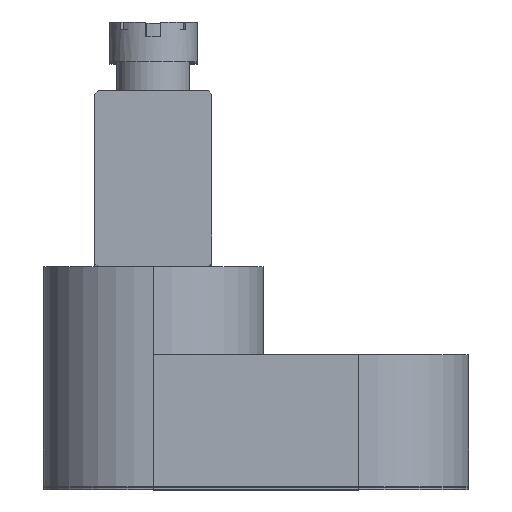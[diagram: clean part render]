
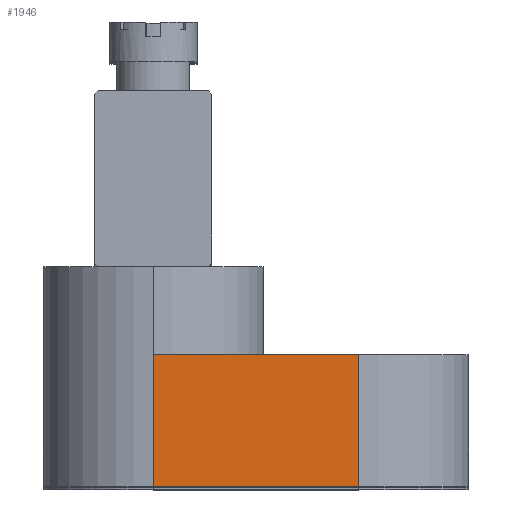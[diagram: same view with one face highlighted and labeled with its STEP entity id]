
A CAD part, top view. The second image highlights one B-rep face of the part: STEP entity #1946.
In plain terms, the highlighted planar face has unit normal (0, 0, 1).
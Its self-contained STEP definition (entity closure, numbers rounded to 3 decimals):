
#212 = VECTOR ( 'NONE', #860, 1000. ) ;
#704 = DIRECTION ( 'NONE',  ( 0., 1., 0. ) ) ;
#824 = ORIENTED_EDGE ( 'NONE', *, *, #1694, .T. ) ;
#860 = DIRECTION ( 'NONE',  ( 1., 0., 0. ) ) ;
#869 = CARTESIAN_POINT ( 'NONE',  ( -14.5, 0., 7.5 ) ) ;
#1014 = VERTEX_POINT ( 'NONE', #7729 ) ;
#1034 = EDGE_CURVE ( 'NONE', #1014, #1967, #1857, .T. ) ;
#1366 = CARTESIAN_POINT ( 'NONE',  ( -7., -10.607, 7.5 ) ) ;
#1372 = CARTESIAN_POINT ( 'NONE',  ( 7., -10.607, 7.5 ) ) ;
#1560 = LINE ( 'NONE', #1372, #4970 ) ;
#1606 = DIRECTION ( 'NONE',  ( 0., 1., 0. ) ) ;
#1694 = EDGE_CURVE ( 'NONE', #5134, #1967, #1560, .T. ) ;
#1835 = CARTESIAN_POINT ( 'NONE',  ( 7., 0., 7.5 ) ) ;
#1857 = LINE ( 'NONE', #6535, #3418 ) ;
#1946 = ADVANCED_FACE ( 'NONE', ( #3812 ), #7716, .F. ) ;
#1967 = VERTEX_POINT ( 'NONE', #7450 ) ;
#3418 = VECTOR ( 'NONE', #6534, 1000. ) ;
#3449 = ORIENTED_EDGE ( 'NONE', *, *, #6153, .F. ) ;
#3575 = AXIS2_PLACEMENT_3D ( 'NONE', #7693, #7628, #7624 ) ;
#3601 = VECTOR ( 'NONE', #704, 1000. ) ;
#3812 = FACE_OUTER_BOUND ( 'NONE', #7250, .T. ) ;
#4388 = ORIENTED_EDGE ( 'NONE', *, *, #1034, .F. ) ;
#4970 = VECTOR ( 'NONE', #1606, 1000. ) ;
#4992 = CARTESIAN_POINT ( 'NONE',  ( -7., 0., 7.5 ) ) ;
#5134 = VERTEX_POINT ( 'NONE', #1835 ) ;
#5188 = LINE ( 'NONE', #1366, #3601 ) ;
#5509 = ORIENTED_EDGE ( 'NONE', *, *, #6124, .T. ) ;
#5748 = LINE ( 'NONE', #869, #212 ) ;
#6124 = EDGE_CURVE ( 'NONE', #6517, #5134, #5748, .T. ) ;
#6153 = EDGE_CURVE ( 'NONE', #6517, #1014, #5188, .T. ) ;
#6517 = VERTEX_POINT ( 'NONE', #4992 ) ;
#6534 = DIRECTION ( 'NONE',  ( 1., 0., 0. ) ) ;
#6535 = CARTESIAN_POINT ( 'NONE',  ( -14.5, 9., 7.5 ) ) ;
#7250 = EDGE_LOOP ( 'NONE', ( #824, #4388, #3449, #5509 ) ) ;
#7450 = CARTESIAN_POINT ( 'NONE',  ( 7., 9., 7.5 ) ) ;
#7624 = DIRECTION ( 'NONE',  ( -1., 0., 0. ) ) ;
#7628 = DIRECTION ( 'NONE',  ( 0., 0., -1. ) ) ;
#7693 = CARTESIAN_POINT ( 'NONE',  ( -14.5, 9., 7.5 ) ) ;
#7716 = PLANE ( 'NONE',  #3575 ) ;
#7729 = CARTESIAN_POINT ( 'NONE',  ( -7., 9., 7.5 ) ) ;
